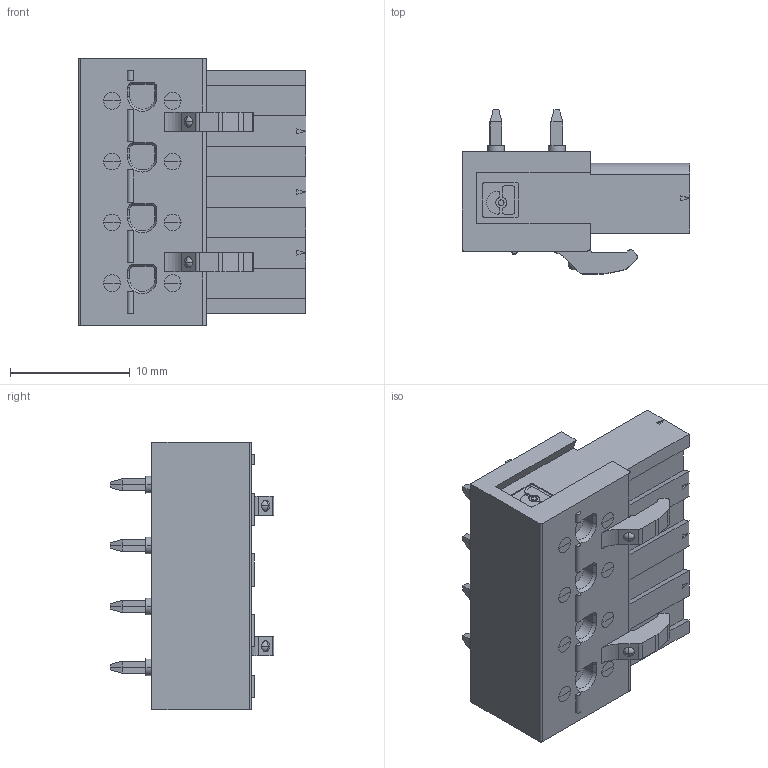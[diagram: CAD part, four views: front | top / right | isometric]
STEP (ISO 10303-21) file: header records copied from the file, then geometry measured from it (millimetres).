
FILE_DESCRIPTION(('SolidDesigner STEP Export'),'2;1');
FILE_NAME('ic_2.5-4-g-5.08.stp','2005-04-05T 9:32:04',(''),(''),'OneSpaceDesigner STEP processor Version: 9.0 (March 2001)for AP214(CD)(Solid Model)','CoCreate OneSpaceDesigner: 11.50A 18-Jul-2002(C) CoCreate Software GmbH','');
FILE_SCHEMA(('AUTOMOTIVE_DESIGN_CC2 {1 2 10303 214 -1 1 5 1}'));
Length unit declared in the file: millimetre
Products named in the file (2): ic_2.5-4-g-5.08
Assembly tree (1 placements, depth 2):
  ic_2.5-4-g-5.08
    ic_2.5-4-g-5.08
Bounding box: 19 x 13.7 x 22.32 mm (x, y, z)
Volume: 2756.3 mm3; surface area: 1837.6 mm2
Topology: 1 solids, 1 shells, 591 faces, 1317 edges, 769 vertices
Faces by surface type: plane 476, cylinder 95, cone 12, sphere 8
Entity records: 18822 total; most frequent: ORIENTED_EDGE 2634, CARTESIAN_POINT 2275, DIRECTION 2189, EDGE_CURVE 1317, VECTOR 823, LINE 823, VERTEX_POINT 769, AXIS2_PLACEMENT_3D 683
